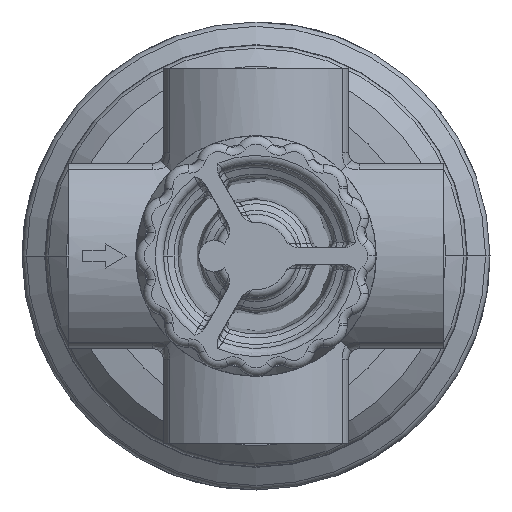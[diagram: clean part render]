
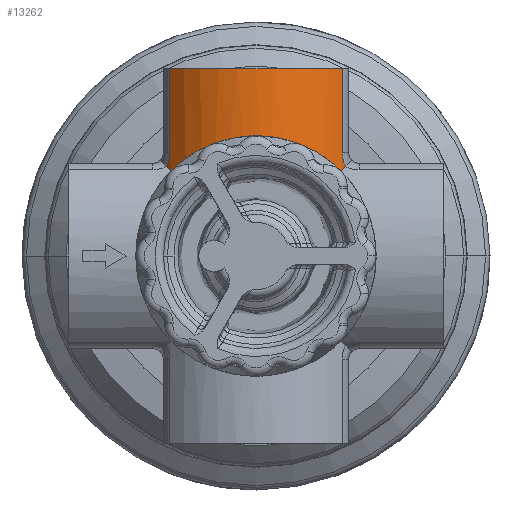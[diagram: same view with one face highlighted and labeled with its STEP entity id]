
A CAD part, front view. The second image highlights one B-rep face of the part: STEP entity #13262.
In plain terms, the highlighted cylindrical face has radius 16.815 mm (diameter 33.63 mm), a partial arc.
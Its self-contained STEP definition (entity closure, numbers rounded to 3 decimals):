
#162 = EDGE_CURVE ( 'NONE', #23195, #576, #20816, .T. ) ;
#205 = AXIS2_PLACEMENT_3D ( 'NONE', #6772, #10797, #16744 ) ;
#218 = CIRCLE ( 'NONE', #10158, 16.815 ) ;
#294 = CARTESIAN_POINT ( 'NONE',  ( 17.628, 14.986, -0.301 ) ) ;
#327 = EDGE_CURVE ( 'NONE', #2364, #4460, #1296, .T. ) ;
#424 = CARTESIAN_POINT ( 'NONE',  ( 15.99, 16.711, 7.425 ) ) ;
#544 = ORIENTED_EDGE ( 'NONE', *, *, #1994, .T. ) ;
#576 = VERTEX_POINT ( 'NONE', #4620 ) ;
#786 = VERTEX_POINT ( 'NONE', #2279 ) ;
#807 = CARTESIAN_POINT ( 'NONE',  ( 15.872, 16.837, -7.692 ) ) ;
#1296 =( BOUNDED_CURVE ( )  B_SPLINE_CURVE ( 3, ( #9241, #8854, #8726, #16615 ),
 .UNSPECIFIED., .F., .F. ) 
 B_SPLINE_CURVE_WITH_KNOTS ( ( 4, 4 ),
 ( 0.674, 0.736 ),
 .UNSPECIFIED. ) 
 CURVE ( )  GEOMETRIC_REPRESENTATION_ITEM ( )  RATIONAL_B_SPLINE_CURVE ( ( 1., 1., 1., 1. ) ) 
 REPRESENTATION_ITEM ( '' )  );
#1375 = CARTESIAN_POINT ( 'NONE',  ( 14.389, 20.772, -12.694 ) ) ;
#1398 = DIRECTION ( 'NONE',  ( 0., 0., 1. ) ) ;
#1503 = CARTESIAN_POINT ( 'NONE',  ( 15.113, 20.716, -12.644 ) ) ;
#1701 = B_SPLINE_CURVE_WITH_KNOTS ( 'NONE', 3,
 ( #6259, #14283, #16616, #20102, #10540, #18185, #14675, #10281, #424, #10667, #8346, #20235, #14413, #6774, #16104, #24553, #6383, #294, #22333, #4563, #22594, #24031, #22201, #12475, #6638, #20363, #14158, #807, #8221, #22076, #10414, #2628, #16226, #10800 ),
 .UNSPECIFIED., .F., .F.,
 ( 4, 2, 2, 2, 2, 2, 2, 2, 2, 2, 2, 2, 2, 2, 2, 2, 4 ),
 ( 0.074, 0.078, 0.08, 0.08, 0.081, 0.083, 0.084, 0.085, 0.089, 0.09, 0.091, 0.093, 0.095, 0.097, 0.099, 0.1, 0.104 ),
 .UNSPECIFIED. ) ;
#1994 = EDGE_CURVE ( 'NONE', #5440, #23195, #11225, .T. ) ;
#2279 = CARTESIAN_POINT ( 'NONE',  ( 27.432, 20.716, -12.644 ) ) ;
#2364 = VERTEX_POINT ( 'NONE', #16753 ) ;
#2628 = CARTESIAN_POINT ( 'NONE',  ( 13.84, 19.009, -10.969 ) ) ;
#2635 = CARTESIAN_POINT ( 'NONE',  ( 12.465, 20.515, -12.465 ) ) ;
#2650 = CARTESIAN_POINT ( 'NONE',  ( 27.432, 20.716, 12.644 ) ) ;
#3737 = CARTESIAN_POINT ( 'NONE',  ( 13.135, 21.303, 13.135 ) ) ;
#4419 = ORIENTED_EDGE ( 'NONE', *, *, #21731, .T. ) ;
#4460 = VERTEX_POINT ( 'NONE', #25033 ) ;
#4563 = CARTESIAN_POINT ( 'NONE',  ( 17.586, 15.03, -1.257 ) ) ;
#4620 = CARTESIAN_POINT ( 'NONE',  ( 15.113, 20.716, -12.644 ) ) ;
#5276 = ORIENTED_EDGE ( 'NONE', *, *, #327, .T. ) ;
#5440 = VERTEX_POINT ( 'NONE', #2635 ) ;
#5938 = EDGE_CURVE ( 'NONE', #576, #786, #7179, .T. ) ;
#6115 = ORIENTED_EDGE ( 'NONE', *, *, #14094, .T. ) ;
#6153 = ORIENTED_EDGE ( 'NONE', *, *, #18441, .T. ) ;
#6259 = CARTESIAN_POINT ( 'NONE',  ( 12.465, 20.515, 12.465 ) ) ;
#6383 = CARTESIAN_POINT ( 'NONE',  ( 17.626, 14.987, 1.284 ) ) ;
#6638 = CARTESIAN_POINT ( 'NONE',  ( 16.935, 15.714, -4.931 ) ) ;
#6772 = CARTESIAN_POINT ( 'NONE',  ( -27.432, 31.801, 0. ) ) ;
#6774 = CARTESIAN_POINT ( 'NONE',  ( 17.087, 15.554, 4.345 ) ) ;
#7179 = LINE ( 'NONE', #9132, #25150 ) ;
#7564 = DIRECTION ( 'NONE',  ( 1., 0., 0. ) ) ;
#8221 = CARTESIAN_POINT ( 'NONE',  ( 15.611, 17.113, -8.206 ) ) ;
#8346 = CARTESIAN_POINT ( 'NONE',  ( 16.557, 16.112, 6.08 ) ) ;
#8726 = CARTESIAN_POINT ( 'NONE',  ( 12.696, 20.771, 12.696 ) ) ;
#8854 = CARTESIAN_POINT ( 'NONE',  ( 12.92, 21.034, 12.92 ) ) ;
#9132 = CARTESIAN_POINT ( 'NONE',  ( -27.432, 20.716, -12.644 ) ) ;
#9241 = CARTESIAN_POINT ( 'NONE',  ( 13.135, 21.303, 13.135 ) ) ;
#9662 = CARTESIAN_POINT ( 'NONE',  ( 13.721, 20.977, -12.868 ) ) ;
#9822 = CARTESIAN_POINT ( 'NONE',  ( 14.398, 20.77, 12.692 ) ) ;
#10158 = AXIS2_PLACEMENT_3D ( 'NONE', #21341, #19136, #1398 ) ;
#10281 = CARTESIAN_POINT ( 'NONE',  ( 15.867, 16.842, 7.686 ) ) ;
#10414 = CARTESIAN_POINT ( 'NONE',  ( 14.762, 18.019, -9.649 ) ) ;
#10540 = CARTESIAN_POINT ( 'NONE',  ( 15.057, 17.704, 9.183 ) ) ;
#10667 = CARTESIAN_POINT ( 'NONE',  ( 16.344, 16.337, 6.629 ) ) ;
#10797 = DIRECTION ( 'NONE',  ( 1., 0., 0. ) ) ;
#10800 = CARTESIAN_POINT ( 'NONE',  ( 12.465, 20.515, -12.465 ) ) ;
#11225 =( BOUNDED_CURVE ( )  B_SPLINE_CURVE ( 3, ( #22925, #12672, #17073, #19007 ),
 .UNSPECIFIED., .F., .F. ) 
 B_SPLINE_CURVE_WITH_KNOTS ( ( 4, 4 ),
 ( 2.406, 2.467 ),
 .UNSPECIFIED. ) 
 CURVE ( )  GEOMETRIC_REPRESENTATION_ITEM ( )  RATIONAL_B_SPLINE_CURVE ( ( 1., 1., 1., 1. ) ) 
 REPRESENTATION_ITEM ( '' )  );
#11768 = CARTESIAN_POINT ( 'NONE',  ( 15.113, 20.716, 12.644 ) ) ;
#12475 = CARTESIAN_POINT ( 'NONE',  ( 17.098, 15.542, -4.333 ) ) ;
#12672 = CARTESIAN_POINT ( 'NONE',  ( 12.696, 20.771, -12.696 ) ) ;
#13262 = ADVANCED_FACE ( 'NONE', ( #18553 ), #22463, .T. ) ;
#13421 = CARTESIAN_POINT ( 'NONE',  ( 13.135, 21.303, -13.135 ) ) ;
#13920 = EDGE_LOOP ( 'NONE', ( #544, #18685, #19116, #6115, #6153, #4419, #5276, #15015 ) ) ;
#14094 = EDGE_CURVE ( 'NONE', #786, #16634, #218, .T. ) ;
#14158 = CARTESIAN_POINT ( 'NONE',  ( 16.344, 16.336, -6.629 ) ) ;
#14283 = CARTESIAN_POINT ( 'NONE',  ( 13.174, 19.732, 11.755 ) ) ;
#14413 = CARTESIAN_POINT ( 'NONE',  ( 16.925, 15.724, 4.935 ) ) ;
#14675 = CARTESIAN_POINT ( 'NONE',  ( 15.608, 17.117, 8.198 ) ) ;
#14971 = DIRECTION ( 'NONE',  ( -1., 0., 0. ) ) ;
#15015 = ORIENTED_EDGE ( 'NONE', *, *, #20912, .T. ) ;
#15360 = LINE ( 'NONE', #25108, #23597 ) ;
#15483 = CARTESIAN_POINT ( 'NONE',  ( 13.414, 21.123, -12.991 ) ) ;
#15658 = CARTESIAN_POINT ( 'NONE',  ( 13.724, 20.975, 12.867 ) ) ;
#15862 = B_SPLINE_CURVE_WITH_KNOTS ( 'NONE', 3,
 ( #11768, #19159, #9822, #15658, #19281, #3737 ),
 .UNSPECIFIED., .F., .F.,
 ( 4, 2, 4 ),
 ( 0., 0.001, 0.002 ),
 .UNSPECIFIED. ) ;
#16104 = CARTESIAN_POINT ( 'NONE',  ( 17.161, 15.476, 4.042 ) ) ;
#16226 = CARTESIAN_POINT ( 'NONE',  ( 13.173, 19.733, -11.756 ) ) ;
#16615 = CARTESIAN_POINT ( 'NONE',  ( 12.465, 20.515, 12.465 ) ) ;
#16616 = CARTESIAN_POINT ( 'NONE',  ( 13.843, 19.007, 10.966 ) ) ;
#16634 = VERTEX_POINT ( 'NONE', #2650 ) ;
#16744 = DIRECTION ( 'NONE',  ( 0., 0., -1. ) ) ;
#16753 = CARTESIAN_POINT ( 'NONE',  ( 13.135, 21.303, 13.135 ) ) ;
#16756 = CARTESIAN_POINT ( 'NONE',  ( 13.135, 21.303, -13.135 ) ) ;
#17073 = CARTESIAN_POINT ( 'NONE',  ( 12.92, 21.034, -12.92 ) ) ;
#17302 = VERTEX_POINT ( 'NONE', #23355 ) ;
#17569 = CARTESIAN_POINT ( 'NONE',  ( 14.75, 20.716, -12.644 ) ) ;
#18185 = CARTESIAN_POINT ( 'NONE',  ( 15.473, 17.26, 8.45 ) ) ;
#18441 = EDGE_CURVE ( 'NONE', #16634, #17302, #15360, .T. ) ;
#18553 = FACE_OUTER_BOUND ( 'NONE', #13920, .T. ) ;
#18685 = ORIENTED_EDGE ( 'NONE', *, *, #162, .T. ) ;
#19007 = CARTESIAN_POINT ( 'NONE',  ( 13.135, 21.303, -13.135 ) ) ;
#19116 = ORIENTED_EDGE ( 'NONE', *, *, #5938, .T. ) ;
#19136 = DIRECTION ( 'NONE',  ( -1., 0., 0. ) ) ;
#19159 = CARTESIAN_POINT ( 'NONE',  ( 14.749, 20.716, 12.644 ) ) ;
#19281 = CARTESIAN_POINT ( 'NONE',  ( 13.415, 21.123, 12.991 ) ) ;
#20102 = CARTESIAN_POINT ( 'NONE',  ( 14.764, 18.017, 9.646 ) ) ;
#20235 = CARTESIAN_POINT ( 'NONE',  ( 16.838, 15.816, 5.225 ) ) ;
#20363 = CARTESIAN_POINT ( 'NONE',  ( 16.558, 16.111, -6.077 ) ) ;
#20816 = B_SPLINE_CURVE_WITH_KNOTS ( 'NONE', 3,
 ( #13421, #15483, #9662, #1375, #17569, #1503 ),
 .UNSPECIFIED., .F., .F.,
 ( 4, 2, 4 ),
 ( 0., 0.001, 0.002 ),
 .UNSPECIFIED. ) ;
#20912 = EDGE_CURVE ( 'NONE', #4460, #5440, #1701, .T. ) ;
#21341 = CARTESIAN_POINT ( 'NONE',  ( 27.432, 31.801, 0. ) ) ;
#21731 = EDGE_CURVE ( 'NONE', #17302, #2364, #15862, .T. ) ;
#22076 = CARTESIAN_POINT ( 'NONE',  ( 15.055, 17.705, -9.186 ) ) ;
#22201 = CARTESIAN_POINT ( 'NONE',  ( 17.359, 15.267, -3.125 ) ) ;
#22333 = CARTESIAN_POINT ( 'NONE',  ( 17.62, 14.994, -0.621 ) ) ;
#22463 = CYLINDRICAL_SURFACE ( 'NONE', #205, 16.815 ) ;
#22594 = CARTESIAN_POINT ( 'NONE',  ( 17.56, 15.057, -1.573 ) ) ;
#22925 = CARTESIAN_POINT ( 'NONE',  ( 12.465, 20.515, -12.465 ) ) ;
#23195 = VERTEX_POINT ( 'NONE', #16756 ) ;
#23355 = CARTESIAN_POINT ( 'NONE',  ( 15.113, 20.716, 12.644 ) ) ;
#23597 = VECTOR ( 'NONE', #14971, 1000. ) ;
#24031 = CARTESIAN_POINT ( 'NONE',  ( 17.459, 15.163, -2.51 ) ) ;
#24553 = CARTESIAN_POINT ( 'NONE',  ( 17.49, 15.13, 2.525 ) ) ;
#25033 = CARTESIAN_POINT ( 'NONE',  ( 12.465, 20.515, 12.465 ) ) ;
#25108 = CARTESIAN_POINT ( 'NONE',  ( -27.432, 20.716, 12.644 ) ) ;
#25150 = VECTOR ( 'NONE', #7564, 1000. ) ;
